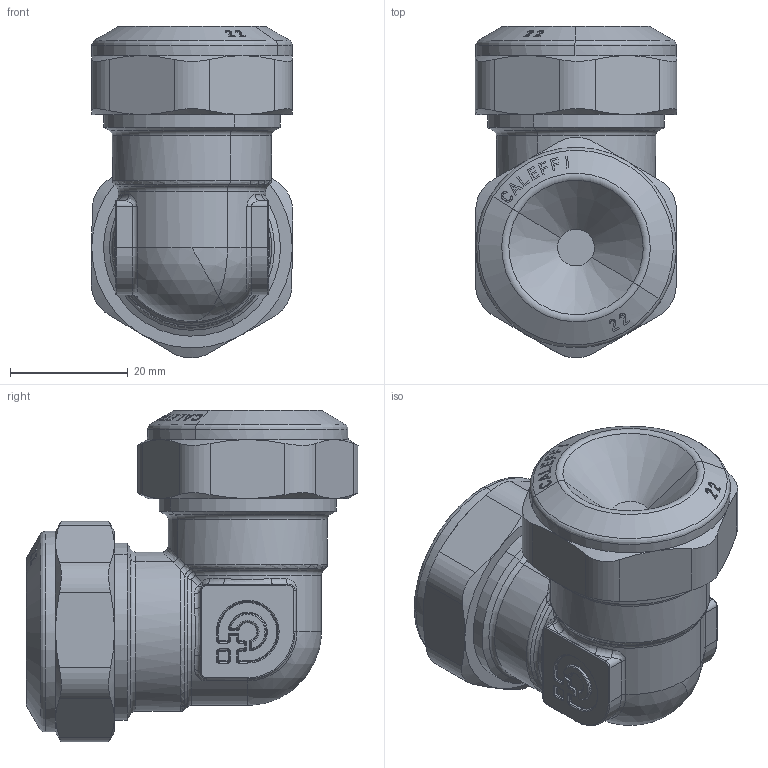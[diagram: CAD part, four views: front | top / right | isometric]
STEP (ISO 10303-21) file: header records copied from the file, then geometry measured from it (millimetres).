
FILE_DESCRIPTION(('CATIA V5 STEP Exchange'),'2;1');
FILE_NAME('STEP_905022_-_TST.stp','2018-05-28T14:35:46+00:00',('none'),('none'),'CATIA Version 5-6 Release 2016 SP4','CATIA V5 STEP AP203','none');
FILE_SCHEMA(('CONFIG_CONTROL_DESIGN'));
Length unit declared in the file: millimetre
Products named in the file (1): 905022 - TST
Bounding box: 34.17 x 56.28 x 56.26 mm (x, y, z)
Volume: 49098.2 mm3; surface area: 9655.1 mm2
Topology: 1 solids, 1 shells, 726 faces, 1817 edges, 1117 vertices
Faces by surface type: plane 206, extrusion 154, cylinder 138, bspline 96, cone 74, torus 50, sphere 8
Entity records: 31790 total; most frequent: CARTESIAN_POINT 17238, ORIENTED_EDGE 3626, EDGE_CURVE 1813, DIRECTION 1749, B_SPLINE_CURVE_WITH_KNOTS 1128, VERTEX_POINT 1117, EDGE_LOOP 754, ADVANCED_FACE 726
